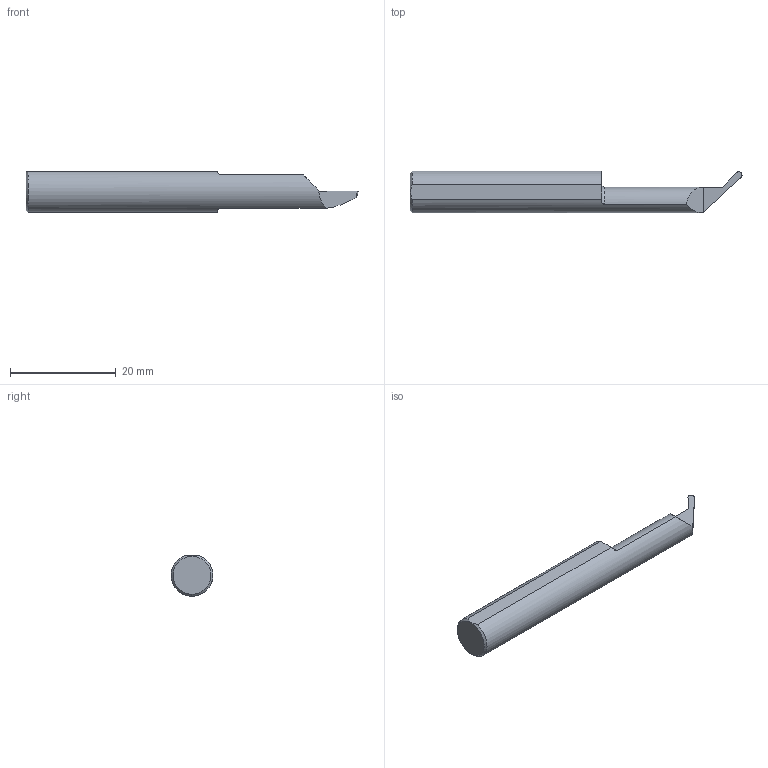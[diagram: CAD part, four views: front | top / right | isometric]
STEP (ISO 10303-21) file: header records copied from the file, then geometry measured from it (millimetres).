
FILE_DESCRIPTION (( 'STEP AP203' ), '1' );
FILE_NAME ('220263-UP31050-16.STEP', '2025-04-15T21:44:44', ( '' ), ( '' ), 'SwSTEP 2.0', 'SolidWorks 2024', '' );
FILE_SCHEMA (( 'CONFIG_CONTROL_DESIGN' ));
Length unit declared in the file: inch
Products named in the file (1): 220263-UP31050-16
Bounding box: 62.92 x 7.93 x 7.68 mm (x, y, z)
Volume: 2247.9 mm3; surface area: 1377.5 mm2
Topology: 1 solids, 1 shells, 18 faces, 46 edges, 30 vertices
Faces by surface type: plane 10, cone 3, cylinder 3, bspline 1, torus 1
Entity records: 737 total; most frequent: CARTESIAN_POINT 252, ORIENTED_EDGE 92, DIRECTION 75, EDGE_CURVE 46, VERTEX_POINT 30, AXIS2_PLACEMENT_3D 28, LINE 19, VECTOR 19
